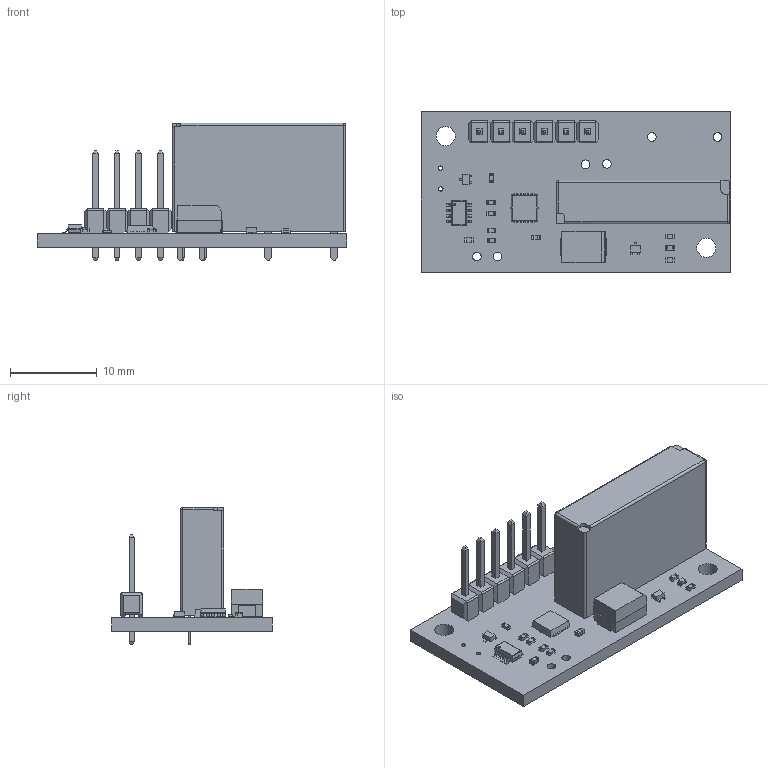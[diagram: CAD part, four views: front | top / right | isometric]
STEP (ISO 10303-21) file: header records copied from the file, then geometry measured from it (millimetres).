
FILE_DESCRIPTION(('KiCad electronic assembly'),'2;1');
FILE_NAME('facegate-board.step','2021-06-24T16:24:26',('Pcbnew'),( 'Kicad'),'Open CASCADE STEP processor 7.5','KiCad to STEP converter' ,'Unknown');
FILE_SCHEMA(('AUTOMOTIVE_DESIGN { 1 0 10303 214 1 1 1 1 }'));
Length unit declared in the file: millimetre
Products named in the file (22): facegate-board 1; R_0402_1005Metric; SOLID; AMK105BJ335MV-F; COMPOUND; 3-1461491-0; NTK3134NT1G; C0402C104K7PAC7867; SS34B-HF; LED_0402_1005Metric; TSON Advance_z90; LTC2954CTS8-2#TRMPBF; Pin Header 1x1 TH Pitch 2.54mm
Assembly tree (33 placements, depth 3):
  facegate-board 1
    R_0402_1005Metric  x7
      SOLID
    AMK105BJ335MV-F
      COMPOUND
    3-1461491-0
      SOLID
    NTK3134NT1G  x2
      COMPOUND
    C0402C104K7PAC7867
      COMPOUND
    SS34B-HF
      COMPOUND
    LED_0402_1005Metric
      SOLID
    TSON Advance_z90
      COMPOUND
    LTC2954CTS8-2#TRMPBF
      COMPOUND
    Pin Header 1x1 TH Pitch 2.54mm  x6
      COMPOUND
    COMPOUND
Bounding box: 35.7 x 18.5 x 15.9 mm (x, y, z)
Volume: 2464.6 mm3; surface area: 3058.3 mm2
Topology: 54 solids, 54 shells, 957 faces, 2425 edges, 1578 vertices
Faces by surface type: bspline 931, cylinder 20, plane 6
Full cylindrical faces by diameter (mm): 0.5 x2, 0.89 x6, 1 x6, 1.016 x4, 2.2 x2
Entity records: 33976 total; most frequent: CARTESIAN_POINT 13427, B_SPLINE_CURVE_WITH_KNOTS 3748, ORIENTED_EDGE 2882, PCURVE 2882, DEFINITIONAL_REPRESENTATION 2882, EDGE_CURVE 1441, SURFACE_CURVE 1420, VERTEX_POINT 928
